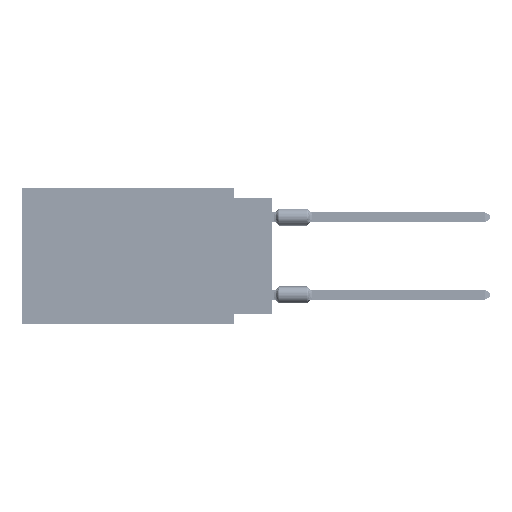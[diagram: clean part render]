
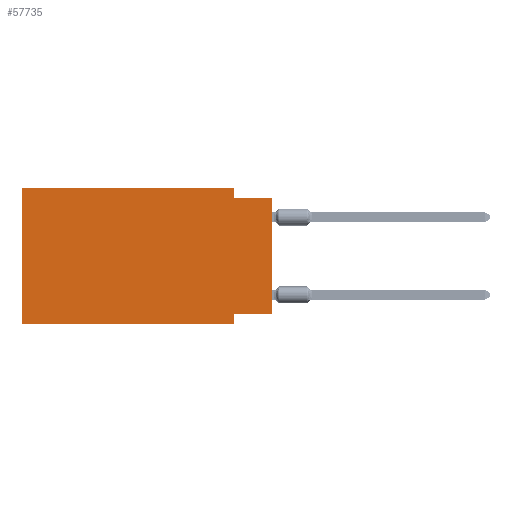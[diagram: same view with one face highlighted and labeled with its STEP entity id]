
A CAD part, left-side view. The second image highlights one B-rep face of the part: STEP entity #57735.
In plain terms, the highlighted planar face has unit normal (-1, 0, 0).
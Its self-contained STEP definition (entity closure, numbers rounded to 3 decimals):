
#514 = CARTESIAN_POINT ( 'NONE',  ( 0., 2.54, 0. ) ) ;
#2610 = CARTESIAN_POINT ( 'NONE',  ( 0., 16.383, -8.89 ) ) ;
#2946 = LINE ( 'NONE', #2610, #46282 ) ;
#4529 = DIRECTION ( 'NONE',  ( 0., 0., -1. ) ) ;
#6028 = EDGE_CURVE ( 'NONE', #25202, #6160, #17052, .T. ) ;
#6160 = VERTEX_POINT ( 'NONE', #40066 ) ;
#6655 = CARTESIAN_POINT ( 'NONE',  ( 0., 16.383, 0. ) ) ;
#7607 = ORIENTED_EDGE ( 'NONE', *, *, #31925, .F. ) ;
#8265 = DIRECTION ( 'NONE',  ( 0., -1., 0. ) ) ;
#9277 = ORIENTED_EDGE ( 'NONE', *, *, #28927, .F. ) ;
#9431 = PLANE ( 'NONE',  #52219 ) ;
#9813 = ORIENTED_EDGE ( 'NONE', *, *, #61948, .T. ) ;
#10455 = EDGE_LOOP ( 'NONE', ( #17515, #35206, #66756, #7607, #12260, #9813, #9277, #12513 ) ) ;
#11200 = VECTOR ( 'NONE', #57502, 1000. ) ;
#11459 = DIRECTION ( 'NONE',  ( 0., 1., 0. ) ) ;
#12260 = ORIENTED_EDGE ( 'NONE', *, *, #18412, .F. ) ;
#12513 = ORIENTED_EDGE ( 'NONE', *, *, #6028, .F. ) ;
#12809 = LINE ( 'NONE', #60755, #13418 ) ;
#13418 = VECTOR ( 'NONE', #60062, 1000. ) ;
#13517 = LINE ( 'NONE', #18419, #65458 ) ;
#14684 = CARTESIAN_POINT ( 'NONE',  ( 0., 16.383, 0. ) ) ;
#14794 = VECTOR ( 'NONE', #57352, 1000. ) ;
#15826 = EDGE_CURVE ( 'NONE', #25202, #23887, #16548, .T. ) ;
#15912 = VERTEX_POINT ( 'NONE', #17577 ) ;
#16548 = LINE ( 'NONE', #58548, #17675 ) ;
#17052 = LINE ( 'NONE', #38005, #33502 ) ;
#17515 = ORIENTED_EDGE ( 'NONE', *, *, #15826, .T. ) ;
#17577 = CARTESIAN_POINT ( 'NONE',  ( 0., 16.383, -8.89 ) ) ;
#17675 = VECTOR ( 'NONE', #32258, 1000. ) ;
#18412 = EDGE_CURVE ( 'NONE', #15912, #32609, #12809, .T. ) ;
#18419 = CARTESIAN_POINT ( 'NONE',  ( 0., 16.383, 0. ) ) ;
#19921 = DIRECTION ( 'NONE',  ( 1., 0., 0. ) ) ;
#20591 = CARTESIAN_POINT ( 'NONE',  ( 0., 2.54, -8.89 ) ) ;
#21922 = CARTESIAN_POINT ( 'NONE',  ( 0., 2.54, 0. ) ) ;
#23887 = VERTEX_POINT ( 'NONE', #44383 ) ;
#25202 = VERTEX_POINT ( 'NONE', #37038 ) ;
#28927 = EDGE_CURVE ( 'NONE', #6160, #49964, #35960, .T. ) ;
#31925 = EDGE_CURVE ( 'NONE', #32609, #66114, #13517, .T. ) ;
#32258 = DIRECTION ( 'NONE',  ( 0., 0., 1. ) ) ;
#32609 = VERTEX_POINT ( 'NONE', #6655 ) ;
#33502 = VECTOR ( 'NONE', #11459, 1000. ) ;
#35206 = ORIENTED_EDGE ( 'NONE', *, *, #46353, .F. ) ;
#35960 = LINE ( 'NONE', #20591, #14794 ) ;
#37038 = CARTESIAN_POINT ( 'NONE',  ( 0., 0., -8.255 ) ) ;
#38005 = CARTESIAN_POINT ( 'NONE',  ( 0., 0., -8.255 ) ) ;
#40066 = CARTESIAN_POINT ( 'NONE',  ( 0., 2.54, -8.255 ) ) ;
#44383 = CARTESIAN_POINT ( 'NONE',  ( 0., 0., -0.635 ) ) ;
#46282 = VECTOR ( 'NONE', #65603, 1000. ) ;
#46353 = EDGE_CURVE ( 'NONE', #51127, #23887, #64735, .T. ) ;
#49964 = VERTEX_POINT ( 'NONE', #66513 ) ;
#50757 = VECTOR ( 'NONE', #68856, 1000. ) ;
#51127 = VERTEX_POINT ( 'NONE', #64808 ) ;
#52219 = AXIS2_PLACEMENT_3D ( 'NONE', #14684, #19921, #4529 ) ;
#54303 = EDGE_CURVE ( 'NONE', #66114, #51127, #64284, .T. ) ;
#57021 = FACE_OUTER_BOUND ( 'NONE', #10455, .T. ) ;
#57352 = DIRECTION ( 'NONE',  ( 0., 0., -1. ) ) ;
#57502 = DIRECTION ( 'NONE',  ( 0., -1., 0. ) ) ;
#57735 = ADVANCED_FACE ( 'NONE', ( #57021 ), #9431, .F. ) ;
#58548 = CARTESIAN_POINT ( 'NONE',  ( 0., 0., 0. ) ) ;
#60062 = DIRECTION ( 'NONE',  ( 0., 0., 1. ) ) ;
#60755 = CARTESIAN_POINT ( 'NONE',  ( 0., 16.383, 0. ) ) ;
#61948 = EDGE_CURVE ( 'NONE', #15912, #49964, #2946, .T. ) ;
#62408 = CARTESIAN_POINT ( 'NONE',  ( 0., 0., -0.635 ) ) ;
#64284 = LINE ( 'NONE', #21922, #50757 ) ;
#64735 = LINE ( 'NONE', #62408, #11200 ) ;
#64808 = CARTESIAN_POINT ( 'NONE',  ( 0., 2.54, -0.635 ) ) ;
#65458 = VECTOR ( 'NONE', #8265, 1000. ) ;
#65603 = DIRECTION ( 'NONE',  ( 0., -1., 0. ) ) ;
#66114 = VERTEX_POINT ( 'NONE', #514 ) ;
#66513 = CARTESIAN_POINT ( 'NONE',  ( 0., 2.54, -8.89 ) ) ;
#66756 = ORIENTED_EDGE ( 'NONE', *, *, #54303, .F. ) ;
#68856 = DIRECTION ( 'NONE',  ( 0., 0., -1. ) ) ;
